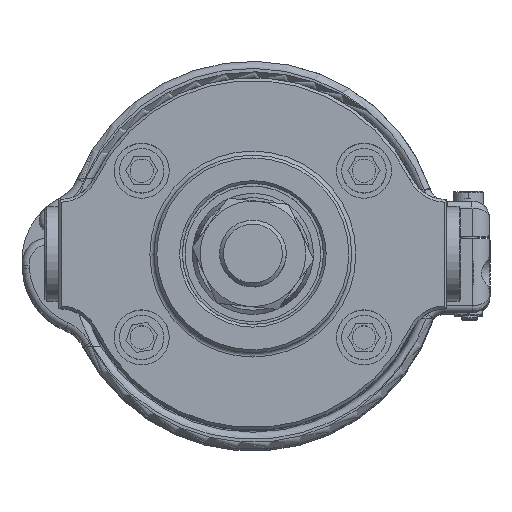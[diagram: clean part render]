
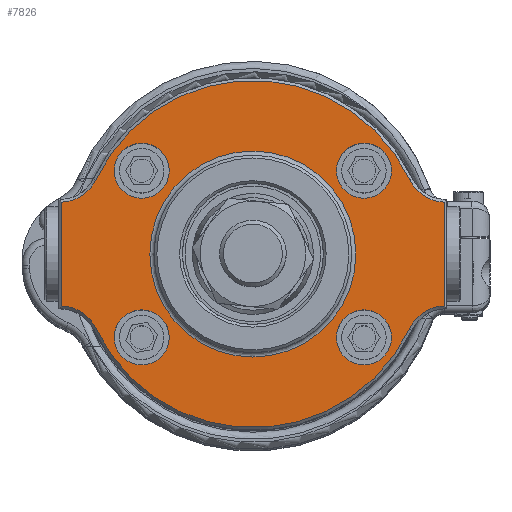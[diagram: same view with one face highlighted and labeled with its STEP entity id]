
A CAD part, top view. The second image highlights one B-rep face of the part: STEP entity #7826.
In plain terms, the highlighted planar face has unit normal (0, 0, 1).
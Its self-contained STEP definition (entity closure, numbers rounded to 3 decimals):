
#177 = CARTESIAN_POINT ( 'NONE',  ( -28.224, 13.397, 25.4 ) ) ;
#237 = CIRCLE ( 'NONE', #5769, 7.112 ) ;
#298 = CARTESIAN_POINT ( 'NONE',  ( -34.649, -16.447, 25.4 ) ) ;
#388 = EDGE_LOOP ( 'NONE', ( #6282 ) ) ;
#458 = DIRECTION ( 'NONE',  ( 0., 0., 1. ) ) ;
#467 = CIRCLE ( 'NONE', #7073, 18.542 ) ;
#510 = VERTEX_POINT ( 'NONE', #3167 ) ;
#934 = VERTEX_POINT ( 'NONE', #12901 ) ;
#957 = AXIS2_PLACEMENT_3D ( 'NONE', #3593, #6026, #11426 ) ;
#1301 = DIRECTION ( 'NONE',  ( 1., 0., 0. ) ) ;
#1538 = VERTEX_POINT ( 'NONE', #15682 ) ;
#1579 = CIRCLE ( 'NONE', #11826, 7.112 ) ;
#1742 = CARTESIAN_POINT ( 'NONE',  ( -20., 15., 25.4 ) ) ;
#1831 = DIRECTION ( 'NONE',  ( 1., 0., 0. ) ) ;
#1837 = ORIENTED_EDGE ( 'NONE', *, *, #15174, .T. ) ;
#1849 = AXIS2_PLACEMENT_3D ( 'NONE', #8622, #10014, #7224 ) ;
#2147 = VECTOR ( 'NONE', #15534, 1000. ) ;
#2261 = FACE_OUTER_BOUND ( 'NONE', #14779, .T. ) ;
#2283 = VERTEX_POINT ( 'NONE', #10618 ) ;
#2845 = EDGE_CURVE ( 'NONE', #3939, #510, #9509, .T. ) ;
#2919 = CARTESIAN_POINT ( 'NONE',  ( -15.047, 15., 25.4 ) ) ;
#3167 = CARTESIAN_POINT ( 'NONE',  ( 34.417, -9.338, 25.4 ) ) ;
#3411 = VERTEX_POINT ( 'NONE', #13759 ) ;
#3532 = CIRCLE ( 'NONE', #12978, 4.953 ) ;
#3593 = CARTESIAN_POINT ( 'NONE',  ( 20., -15., 25.4 ) ) ;
#3643 = EDGE_CURVE ( 'NONE', #8134, #8134, #14793, .T. ) ;
#3785 = CARTESIAN_POINT ( 'NONE',  ( 0., 0., 25.4 ) ) ;
#3939 = VERTEX_POINT ( 'NONE', #11326 ) ;
#4173 = CIRCLE ( 'NONE', #5288, 31.242 ) ;
#4391 = VERTEX_POINT ( 'NONE', #2919 ) ;
#4587 = CARTESIAN_POINT ( 'NONE',  ( 18.542, 0., 25.4 ) ) ;
#4972 = EDGE_CURVE ( 'NONE', #11127, #11127, #467, .T. ) ;
#5062 = ORIENTED_EDGE ( 'NONE', *, *, #14183, .T. ) ;
#5245 = DIRECTION ( 'NONE',  ( 1., 0., 0. ) ) ;
#5288 = AXIS2_PLACEMENT_3D ( 'NONE', #13392, #5738, #6768 ) ;
#5332 = PLANE ( 'NONE',  #13575 ) ;
#5531 = CARTESIAN_POINT ( 'NONE',  ( 24.953, -15., 25.4 ) ) ;
#5738 = DIRECTION ( 'NONE',  ( 0., 0., 1. ) ) ;
#5769 = AXIS2_PLACEMENT_3D ( 'NONE', #12320, #8228, #7199 ) ;
#5905 = ORIENTED_EDGE ( 'NONE', *, *, #14483, .T. ) ;
#6026 = DIRECTION ( 'NONE',  ( 0., 0., 1. ) ) ;
#6213 = FACE_BOUND ( 'NONE', #10085, .T. ) ;
#6245 = EDGE_LOOP ( 'NONE', ( #15529 ) ) ;
#6282 = ORIENTED_EDGE ( 'NONE', *, *, #12163, .F. ) ;
#6323 = CARTESIAN_POINT ( 'NONE',  ( 34.417, 9.842, 25.4 ) ) ;
#6454 = FACE_BOUND ( 'NONE', #7481, .T. ) ;
#6768 = DIRECTION ( 'NONE',  ( 1., 0., 0. ) ) ;
#6828 = DIRECTION ( 'NONE',  ( 0., 0., 1. ) ) ;
#6950 = ORIENTED_EDGE ( 'NONE', *, *, #2845, .T. ) ;
#7000 = LINE ( 'NONE', #12388, #9775 ) ;
#7028 = VERTEX_POINT ( 'NONE', #7303 ) ;
#7073 = AXIS2_PLACEMENT_3D ( 'NONE', #8509, #13799, #7107 ) ;
#7100 = CIRCLE ( 'NONE', #1849, 4.953 ) ;
#7107 = DIRECTION ( 'NONE',  ( 1., 0., 0. ) ) ;
#7182 = DIRECTION ( 'NONE',  ( 0., 0., -1. ) ) ;
#7199 = DIRECTION ( 'NONE',  ( 1., 0., 0. ) ) ;
#7224 = DIRECTION ( 'NONE',  ( 1., 0., 0. ) ) ;
#7303 = CARTESIAN_POINT ( 'NONE',  ( -34.417, -9.338, 25.4 ) ) ;
#7381 = VERTEX_POINT ( 'NONE', #9636 ) ;
#7481 = EDGE_LOOP ( 'NONE', ( #10899 ) ) ;
#7826 = ADVANCED_FACE ( 'NONE', ( #2261, #12825, #6213, #16814, #6454, #9013 ), #5332, .T. ) ;
#7980 = DIRECTION ( 'NONE',  ( 0., 0., -1. ) ) ;
#8067 = DIRECTION ( 'NONE',  ( 1., 0., 0. ) ) ;
#8134 = VERTEX_POINT ( 'NONE', #5531 ) ;
#8135 = CARTESIAN_POINT ( 'NONE',  ( 20., 15., 25.4 ) ) ;
#8228 = DIRECTION ( 'NONE',  ( 0., 0., -1. ) ) ;
#8509 = CARTESIAN_POINT ( 'NONE',  ( 0., 0., 25.4 ) ) ;
#8622 = CARTESIAN_POINT ( 'NONE',  ( -20., -15., 25.4 ) ) ;
#9013 = FACE_BOUND ( 'NONE', #6245, .T. ) ;
#9190 = DIRECTION ( 'NONE',  ( 1., 0., 0. ) ) ;
#9509 = CIRCLE ( 'NONE', #15051, 7.112 ) ;
#9636 = CARTESIAN_POINT ( 'NONE',  ( 28.224, 13.397, 25.4 ) ) ;
#9648 = CIRCLE ( 'NONE', #15741, 7.112 ) ;
#9775 = VECTOR ( 'NONE', #16401, 1000. ) ;
#9833 = ORIENTED_EDGE ( 'NONE', *, *, #12231, .T. ) ;
#10014 = DIRECTION ( 'NONE',  ( 0., 0., 1. ) ) ;
#10085 = EDGE_LOOP ( 'NONE', ( #11376 ) ) ;
#10108 = EDGE_CURVE ( 'NONE', #1538, #1538, #7100, .T. ) ;
#10121 = CARTESIAN_POINT ( 'NONE',  ( -28.224, -13.397, 25.4 ) ) ;
#10561 = ORIENTED_EDGE ( 'NONE', *, *, #13128, .T. ) ;
#10618 = CARTESIAN_POINT ( 'NONE',  ( -34.417, 9.338, 25.4 ) ) ;
#10757 = DIRECTION ( 'NONE',  ( 0., 0., 1. ) ) ;
#10818 = CARTESIAN_POINT ( 'NONE',  ( 34.649, -16.447, 25.4 ) ) ;
#10899 = ORIENTED_EDGE ( 'NONE', *, *, #10108, .F. ) ;
#11127 = VERTEX_POINT ( 'NONE', #4587 ) ;
#11326 = CARTESIAN_POINT ( 'NONE',  ( 28.224, -13.397, 25.4 ) ) ;
#11376 = ORIENTED_EDGE ( 'NONE', *, *, #15257, .F. ) ;
#11426 = DIRECTION ( 'NONE',  ( 1., 0., 0. ) ) ;
#11644 = EDGE_CURVE ( 'NONE', #510, #3411, #15616, .T. ) ;
#11826 = AXIS2_PLACEMENT_3D ( 'NONE', #12059, #17100, #1301 ) ;
#11875 = CARTESIAN_POINT ( 'NONE',  ( 0., 0., 25.4 ) ) ;
#11923 = ORIENTED_EDGE ( 'NONE', *, *, #16977, .T. ) ;
#12059 = CARTESIAN_POINT ( 'NONE',  ( -34.649, 16.446, 25.4 ) ) ;
#12122 = AXIS2_PLACEMENT_3D ( 'NONE', #8135, #6828, #12144 ) ;
#12144 = DIRECTION ( 'NONE',  ( 1., 0., 0. ) ) ;
#12163 = EDGE_CURVE ( 'NONE', #4391, #4391, #3532, .T. ) ;
#12231 = EDGE_CURVE ( 'NONE', #3411, #7381, #237, .T. ) ;
#12320 = CARTESIAN_POINT ( 'NONE',  ( 34.649, 16.446, 25.4 ) ) ;
#12388 = CARTESIAN_POINT ( 'NONE',  ( -34.417, -9.843, 25.4 ) ) ;
#12825 = FACE_BOUND ( 'NONE', #16995, .T. ) ;
#12865 = ORIENTED_EDGE ( 'NONE', *, *, #4972, .T. ) ;
#12901 = CARTESIAN_POINT ( 'NONE',  ( 24.953, 15., 25.4 ) ) ;
#12978 = AXIS2_PLACEMENT_3D ( 'NONE', #1742, #458, #1831 ) ;
#13128 = EDGE_CURVE ( 'NONE', #7381, #13149, #16918, .T. ) ;
#13149 = VERTEX_POINT ( 'NONE', #177 ) ;
#13384 = ORIENTED_EDGE ( 'NONE', *, *, #11644, .T. ) ;
#13392 = CARTESIAN_POINT ( 'NONE',  ( 0., 0., 25.4 ) ) ;
#13575 = AXIS2_PLACEMENT_3D ( 'NONE', #3785, #16904, #5245 ) ;
#13759 = CARTESIAN_POINT ( 'NONE',  ( 34.417, 9.338, 25.4 ) ) ;
#13792 = CIRCLE ( 'NONE', #12122, 4.953 ) ;
#13799 = DIRECTION ( 'NONE',  ( 0., 0., -1. ) ) ;
#14183 = EDGE_CURVE ( 'NONE', #15003, #3939, #4173, .T. ) ;
#14398 = AXIS2_PLACEMENT_3D ( 'NONE', #11875, #10757, #9190 ) ;
#14483 = EDGE_CURVE ( 'NONE', #2283, #7028, #7000, .T. ) ;
#14693 = DIRECTION ( 'NONE',  ( 1., 0., 0. ) ) ;
#14779 = EDGE_LOOP ( 'NONE', ( #6950, #13384, #9833, #10561, #1837, #5905, #11923, #5062 ) ) ;
#14793 = CIRCLE ( 'NONE', #957, 4.953 ) ;
#15003 = VERTEX_POINT ( 'NONE', #10121 ) ;
#15051 = AXIS2_PLACEMENT_3D ( 'NONE', #10818, #7182, #14693 ) ;
#15174 = EDGE_CURVE ( 'NONE', #13149, #2283, #1579, .T. ) ;
#15257 = EDGE_CURVE ( 'NONE', #934, #934, #13792, .T. ) ;
#15529 = ORIENTED_EDGE ( 'NONE', *, *, #3643, .F. ) ;
#15534 = DIRECTION ( 'NONE',  ( 0., 1., 0. ) ) ;
#15616 = LINE ( 'NONE', #6323, #2147 ) ;
#15682 = CARTESIAN_POINT ( 'NONE',  ( -15.047, -15., 25.4 ) ) ;
#15741 = AXIS2_PLACEMENT_3D ( 'NONE', #298, #7980, #8067 ) ;
#16401 = DIRECTION ( 'NONE',  ( 0., -1., 0. ) ) ;
#16814 = FACE_BOUND ( 'NONE', #388, .T. ) ;
#16904 = DIRECTION ( 'NONE',  ( 0., 0., 1. ) ) ;
#16918 = CIRCLE ( 'NONE', #14398, 31.242 ) ;
#16977 = EDGE_CURVE ( 'NONE', #7028, #15003, #9648, .T. ) ;
#16995 = EDGE_LOOP ( 'NONE', ( #12865 ) ) ;
#17100 = DIRECTION ( 'NONE',  ( 0., 0., -1. ) ) ;
